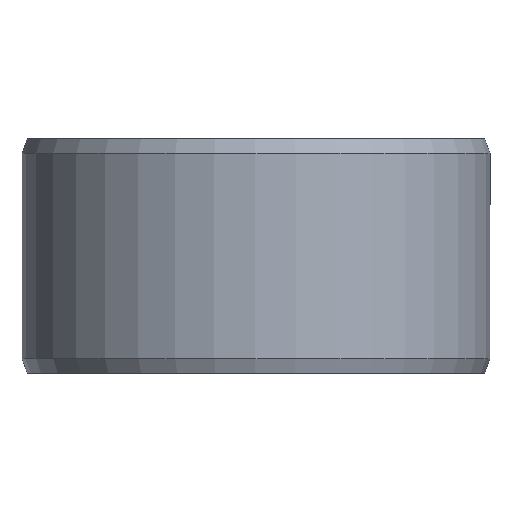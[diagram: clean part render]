
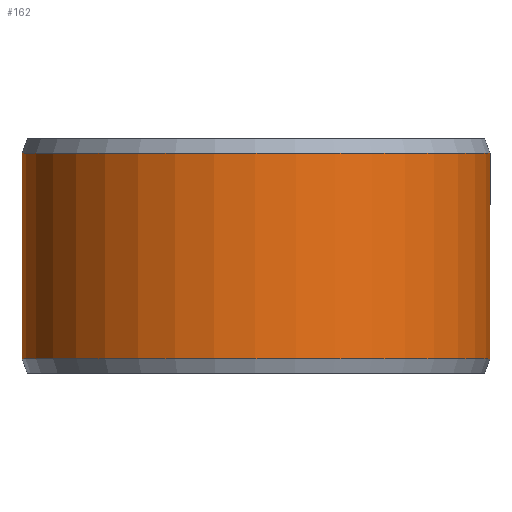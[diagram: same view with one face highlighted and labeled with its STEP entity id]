
A CAD part, front view. The second image highlights one B-rep face of the part: STEP entity #162.
In plain terms, the highlighted cylindrical face has radius 10 mm (diameter 20 mm), a partial arc.
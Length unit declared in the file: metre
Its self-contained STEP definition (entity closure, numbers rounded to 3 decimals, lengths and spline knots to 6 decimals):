
#162=ADVANCED_FACE('',(#185,#186),#187,.T.);
#185=FACE_OUTER_BOUND('',#211,.T.);
#186=FACE_BOUND('',#212,.T.);
#187=CYLINDRICAL_SURFACE('',#213,0.01);
#211=EDGE_LOOP('',(#289,#290,#291,#292));
#212=EDGE_LOOP('',(#293));
#213=AXIS2_PLACEMENT_3D('',#294,#295,#296);
#289=ORIENTED_EDGE('',*,*,#314,.T.);
#290=ORIENTED_EDGE('',*,*,#323,.F.);
#291=ORIENTED_EDGE('',*,*,#309,.F.);
#292=ORIENTED_EDGE('',*,*,#324,.T.);
#293=ORIENTED_EDGE('',*,*,#327,.T.);
#294=CARTESIAN_POINT('',(0.,0.,0.0));
#295=DIRECTION('',(0.,0.0,-1.0));
#296=DIRECTION('',(-1.0,0.0,0.));
#309=EDGE_CURVE('',#341,#342,#343,.T.);
#314=EDGE_CURVE('',#351,#349,#352,.T.);
#323=EDGE_CURVE('',#342,#349,#365,.T.);
#324=EDGE_CURVE('',#341,#351,#366,.T.);
#327=EDGE_CURVE('',#370,#370,#371,.T.);
#341=VERTEX_POINT('',#389);
#342=VERTEX_POINT('',#390);
#343=CIRCLE('',#391,0.01);
#349=VERTEX_POINT('',#399);
#351=VERTEX_POINT('',#402);
#352=CIRCLE('',#403,0.01);
#365=LINE('',#422,#423);
#366=LINE('',#424,#425);
#370=VERTEX_POINT('',#485);
#371=B_SPLINE_CURVE_WITH_KNOTS('',3,(#486,#487,#488,#489,#490,#491,#492,#493,#494,#495,#496,#497,#498,#499,#500,#501,#502,#503,#504,#505,#506,#507,#508,#509,#510,#511,#512,#513,#514,#515,#516,#517,#518,#519,#520,#521,#522,#523,#524,#525,#526,#527,#528,#529,#530,#531,#532,#533,#534,#535,#536,#537,#538,#539),.UNSPECIFIED.,.T.,.F.,(2,2,2,2,2,2,2,2,2,2,2,2,2,2,2,2,2,2,2,2,2,2,2,2,2,2,2,2,2),(-0.000392,0.0,0.000392,0.000783,0.001175,0.001567,0.00235,0.003134,0.003526,0.003917,0.004701,0.005093,0.005484,0.005876,0.006268,0.007051,0.007443,0.007835,0.008227,0.008618,0.009402,0.009794,0.010185,0.010577,0.010969,0.011752,0.012144,0.012536,0.012928),.UNSPECIFIED.);
#389=CARTESIAN_POINT('',(0.000175,0.009998,0.0006));
#390=CARTESIAN_POINT('',(0.,0.01,0.0006));
#391=AXIS2_PLACEMENT_3D('',#553,#554,#555);
#399=CARTESIAN_POINT('',(0.,0.01,0.0094));
#402=CARTESIAN_POINT('',(0.000175,0.009998,0.0094));
#403=AXIS2_PLACEMENT_3D('',#562,#563,#564);
#422=CARTESIAN_POINT('',(0.,0.01,0.0006));
#423=VECTOR('',#577,1.0);
#424=CARTESIAN_POINT('',(0.000175,0.009998,0.0006));
#425=VECTOR('',#578,1.0);
#485=CARTESIAN_POINT('',(0.007368,-0.006761,0.005));
#486=CARTESIAN_POINT('',(0.007368,-0.006761,0.004868));
#487=CARTESIAN_POINT('',(0.007368,-0.006761,0.005132));
#488=CARTESIAN_POINT('',(0.007377,-0.006751,0.005263));
#489=CARTESIAN_POINT('',(0.007412,-0.006712,0.005519));
#490=CARTESIAN_POINT('',(0.007439,-0.006683,0.005646));
#491=CARTESIAN_POINT('',(0.007507,-0.006607,0.005888));
#492=CARTESIAN_POINT('',(0.007548,-0.00656,0.006003));
#493=CARTESIAN_POINT('',(0.007644,-0.006448,0.00622));
#494=CARTESIAN_POINT('',(0.007699,-0.006383,0.006322));
#495=CARTESIAN_POINT('',(0.007875,-0.006167,0.006598));
#496=CARTESIAN_POINT('',(0.008012,-0.005989,0.006747));
#497=CARTESIAN_POINT('',(0.008291,-0.005596,0.006947));
#498=CARTESIAN_POINT('',(0.008436,-0.005376,0.007));
#499=CARTESIAN_POINT('',(0.008638,-0.005039,0.007));
#500=CARTESIAN_POINT('',(0.008705,-0.004924,0.006987));
#501=CARTESIAN_POINT('',(0.008828,-0.004699,0.006936));
#502=CARTESIAN_POINT('',(0.008886,-0.004588,0.006898));
#503=CARTESIAN_POINT('',(0.00905,-0.004262,0.006747));
#504=CARTESIAN_POINT('',(0.009141,-0.00406,0.0066));
#505=CARTESIAN_POINT('',(0.00925,-0.0038,0.006322));
#506=CARTESIAN_POINT('',(0.009282,-0.003723,0.006221));
#507=CARTESIAN_POINT('',(0.009335,-0.003586,0.006005));
#508=CARTESIAN_POINT('',(0.009358,-0.003526,0.005888));
#509=CARTESIAN_POINT('',(0.009393,-0.003431,0.005646));
#510=CARTESIAN_POINT('',(0.009406,-0.003394,0.005521));
#511=CARTESIAN_POINT('',(0.009424,-0.003345,0.005264));
#512=CARTESIAN_POINT('',(0.009429,-0.003332,0.005132));
#513=CARTESIAN_POINT('',(0.009429,-0.003332,0.004739));
#514=CARTESIAN_POINT('',(0.009411,-0.003383,0.004476));
#515=CARTESIAN_POINT('',(0.009358,-0.003525,0.004114));
#516=CARTESIAN_POINT('',(0.009336,-0.003585,0.003998));
#517=CARTESIAN_POINT('',(0.009282,-0.003722,0.00378));
#518=CARTESIAN_POINT('',(0.009251,-0.003799,0.003679));
#519=CARTESIAN_POINT('',(0.009178,-0.003971,0.003495));
#520=CARTESIAN_POINT('',(0.009137,-0.004066,0.00341));
#521=CARTESIAN_POINT('',(0.009046,-0.004264,0.003266));
#522=CARTESIAN_POINT('',(0.008997,-0.004368,0.003204));
#523=CARTESIAN_POINT('',(0.008833,-0.004694,0.003052));
#524=CARTESIAN_POINT('',(0.008708,-0.004923,0.003));
#525=CARTESIAN_POINT('',(0.008504,-0.005262,0.003));
#526=CARTESIAN_POINT('',(0.008435,-0.005373,0.003013));
#527=CARTESIAN_POINT('',(0.008295,-0.005587,0.003064));
#528=CARTESIAN_POINT('',(0.008222,-0.005693,0.003102));
#529=CARTESIAN_POINT('',(0.008082,-0.00589,0.003202));
#530=CARTESIAN_POINT('',(0.008013,-0.005983,0.003264));
#531=CARTESIAN_POINT('',(0.00788,-0.006157,0.003409));
#532=CARTESIAN_POINT('',(0.007816,-0.006238,0.003493));
#533=CARTESIAN_POINT('',(0.007641,-0.006454,0.003768));
#534=CARTESIAN_POINT('',(0.007541,-0.006568,0.003991));
#535=CARTESIAN_POINT('',(0.007439,-0.006683,0.004352));
#536=CARTESIAN_POINT('',(0.007413,-0.006712,0.004479));
#537=CARTESIAN_POINT('',(0.007377,-0.006751,0.004737));
#538=CARTESIAN_POINT('',(0.007368,-0.006761,0.004868));
#539=CARTESIAN_POINT('',(0.007368,-0.006761,0.005132));
#553=CARTESIAN_POINT('',(0.,0.,0.0006));
#554=DIRECTION('',(0.,0.0,-1.0));
#555=DIRECTION('',(-1.0,0.0,0.));
#562=CARTESIAN_POINT('',(0.,0.,0.0094));
#563=DIRECTION('',(0.,0.0,-1.0));
#564=DIRECTION('',(-1.0,0.0,0.));
#577=DIRECTION('',(0.0,0.0,1.0));
#578=DIRECTION('',(0.,0.,1.0));
